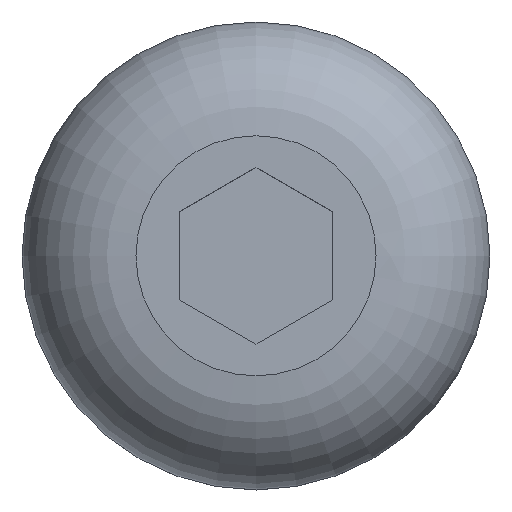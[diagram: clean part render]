
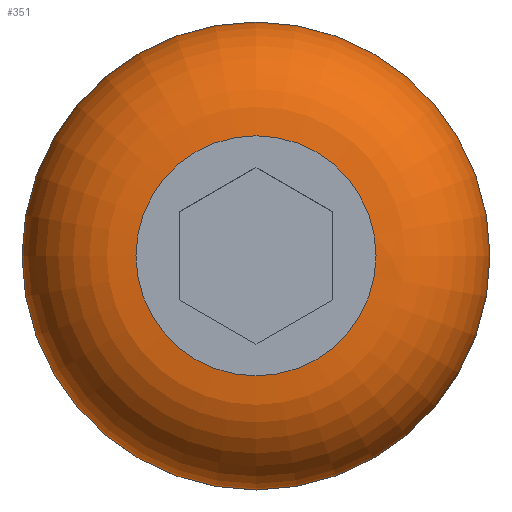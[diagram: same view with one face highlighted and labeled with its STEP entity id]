
A CAD part, top view. The second image highlights one B-rep face of the part: STEP entity #351.
In plain terms, the highlighted toroidal (fillet/blend) face has major radius 1.475 mm and minor radius 1.4 mm.
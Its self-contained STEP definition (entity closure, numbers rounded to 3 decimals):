
#91=TOROIDAL_SURFACE('',#383,1.475,1.4);
#96=FACE_BOUND('',#134,.T.);
#105=FACE_OUTER_BOUND('',#133,.T.);
#133=EDGE_LOOP('',(#257));
#134=EDGE_LOOP('',(#258));
#162=CIRCLE('',#381,2.875);
#163=CIRCLE('',#384,1.475);
#172=VERTEX_POINT('',#490);
#173=VERTEX_POINT('',#494);
#206=EDGE_CURVE('',#172,#172,#162,.T.);
#207=EDGE_CURVE('',#173,#173,#163,.T.);
#257=ORIENTED_EDGE('',*,*,#206,.T.);
#258=ORIENTED_EDGE('',*,*,#207,.T.);
#351=ADVANCED_FACE('',(#105,#96),#91,.T.);
#381=AXIS2_PLACEMENT_3D('',#491,#418,#419);
#383=AXIS2_PLACEMENT_3D('',#493,#422,#423);
#384=AXIS2_PLACEMENT_3D('',#495,#424,#425);
#418=DIRECTION('center_axis',(0.,0.,1.));
#419=DIRECTION('ref_axis',(-1.,0.,0.));
#422=DIRECTION('center_axis',(0.,0.,1.));
#423=DIRECTION('ref_axis',(1.,0.,0.));
#424=DIRECTION('center_axis',(0.,0.,-1.));
#425=DIRECTION('ref_axis',(-1.,0.,0.));
#490=CARTESIAN_POINT('',(2.875,0.,0.48));
#491=CARTESIAN_POINT('Origin',(0.,0.,0.48));
#493=CARTESIAN_POINT('Origin',(0.,0.,0.48));
#494=CARTESIAN_POINT('',(1.475,0.,1.88));
#495=CARTESIAN_POINT('Origin',(0.,0.,1.88));
